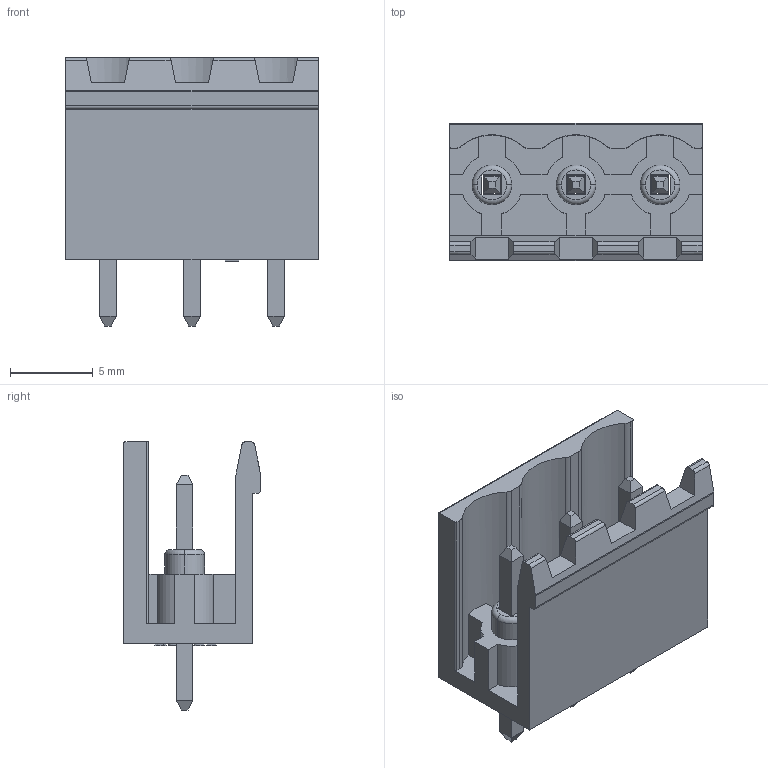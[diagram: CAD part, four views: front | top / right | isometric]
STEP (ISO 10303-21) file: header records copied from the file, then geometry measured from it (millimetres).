
FILE_DESCRIPTION (( 'STEP AP214' ), '1' );
FILE_NAME ('19.step', '2022-05-26T09:45:12', ( '' ), ( '' ), 'SwSTEP 2.0', 'SolidWorks 2020', '' );
FILE_SCHEMA (( 'AUTOMOTIVE_DESIGN' ));
Length unit declared in the file: millimetre
Products named in the file (1): 19
Bounding box: 15.24 x 8.3 x 16.2 mm (x, y, z)
Volume: 612.5 mm3; surface area: 1454.7 mm2
Topology: 4 solids, 4 shells, 304 faces, 822 edges, 536 vertices
Faces by surface type: plane 246, cylinder 46, torus 12
Entity records: 12849 total; most frequent: CARTESIAN_POINT 1711, ORIENTED_EDGE 1644, DIRECTION 1530, EDGE_CURVE 822, LINE 700, VECTOR 700, VERTEX_POINT 536, AXIS2_PLACEMENT_3D 415
